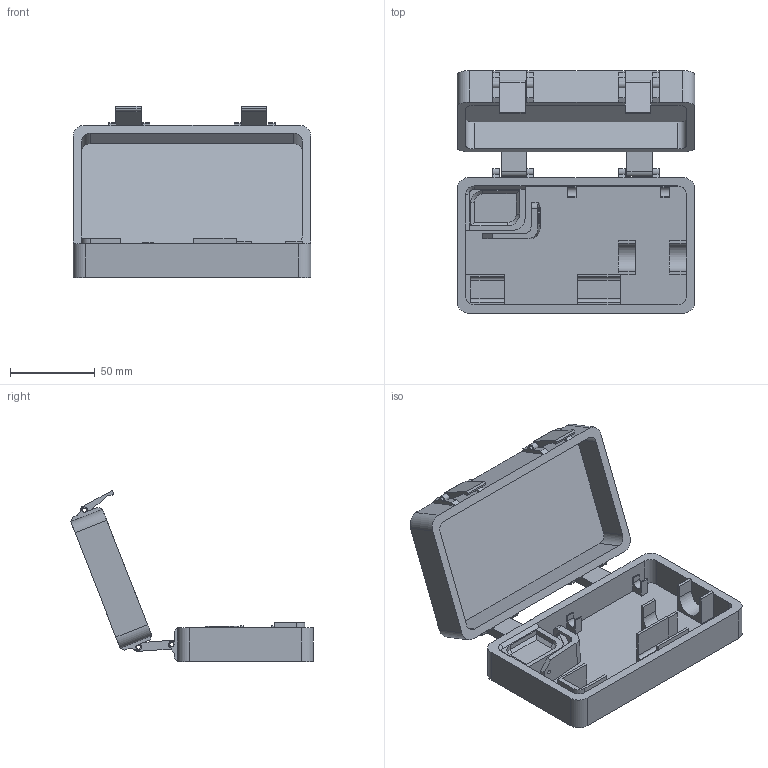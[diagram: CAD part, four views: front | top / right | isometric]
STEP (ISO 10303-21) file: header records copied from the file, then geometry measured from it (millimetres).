
FILE_DESCRIPTION(/* description */ ('STEP AP242','CAx-IF Rec.Pracs.---Representation and Presentation of Product Manufacturing Information (PMI)---4.0---2014-10-13','CAx-IF Rec.Pracs.---3D Tessellated Geometry---0.4---2014-09-14','2;1'),/* implementation_level */ '2;1');
FILE_NAME(/* name */ '66999fe8d470d51ad901550e',/* time_stamp */ '2024-07-18T23:06:17Z',/* author */ (''),/* organization */ (''),/* preprocessor_version */ 'ST-DEVELOPER v20',/* originating_system */ ' ',/* authorisation */ ' ');
FILE_SCHEMA (('AP242_MANAGED_MODEL_BASED_3D_ENGINEERING_MIM_LF { 1 0 10303 442 1 1 4 }'));
Length unit declared in the file: metre
Products named in the file (10): Assembly 1; Part 1; Part 7; Part 2; Part 6; Part 3; Part 4; Part 5
Assembly tree (13 placements, depth 2):
  Assembly 1
    Part 1
    Part 1  x2
    Part 7  x2
    Part 2
    Part 6  x2
    Part 1
    Part 3  x2
    Part 4
    Part 5
Bounding box: 140 x 142.85 x 100.82 mm (x, y, z)
Volume: 166503.3 mm3; surface area: 92610.4 mm2
Topology: 13 solids, 13 shells, 299 faces, 755 edges, 485 vertices
Faces by surface type: plane 225, cylinder 71, cone 3
Full cylindrical faces by diameter (mm): 2.5 x20
Entity records: 8065 total; most frequent: CARTESIAN_POINT 1352, DIRECTION 1332, ORIENTED_EDGE 1300, EDGE_CURVE 650, LINE 520, VECTOR 520, VERTEX_POINT 426, AXIS2_PLACEMENT_3D 406
